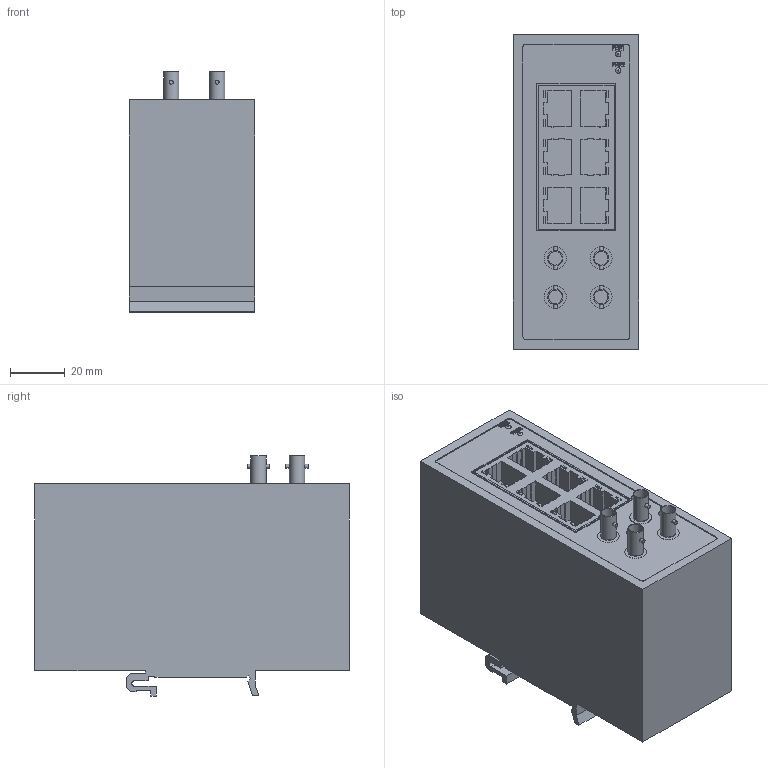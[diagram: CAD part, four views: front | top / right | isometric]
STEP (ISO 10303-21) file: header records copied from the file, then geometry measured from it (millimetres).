
FILE_DESCRIPTION (( 'STEP AP214' ), '1' );
FILE_NAME ('SE2-SW8U-2T1-T.STEP', '2017-04-03T21:17:04', ( '' ), ( '' ), 'SwSTEP 2.0', 'SolidWorks 2017', '' );
FILE_SCHEMA (( 'AUTOMOTIVE_DESIGN' ));
Length unit declared in the file: millimetre
Products named in the file (1): SE2-SW8U-2T1-T
Bounding box: 45.6 x 114.5 x 87.5 mm (x, y, z)
Volume: 353743 mm3; surface area: 40203.8 mm2
Topology: 3 solids, 3 shells, 426 faces, 1116 edges, 744 vertices
Faces by surface type: plane 370, bspline 28, cylinder 26, torus 2
Full cylindrical faces by diameter (mm): 1.4 x8, 8 x4
Entity records: 14525 total; most frequent: CARTESIAN_POINT 4176, ORIENTED_EDGE 2204, DIRECTION 1880, EDGE_CURVE 1102, VECTOR 992, LINE 992, VERTEX_POINT 744, EDGE_LOOP 490
